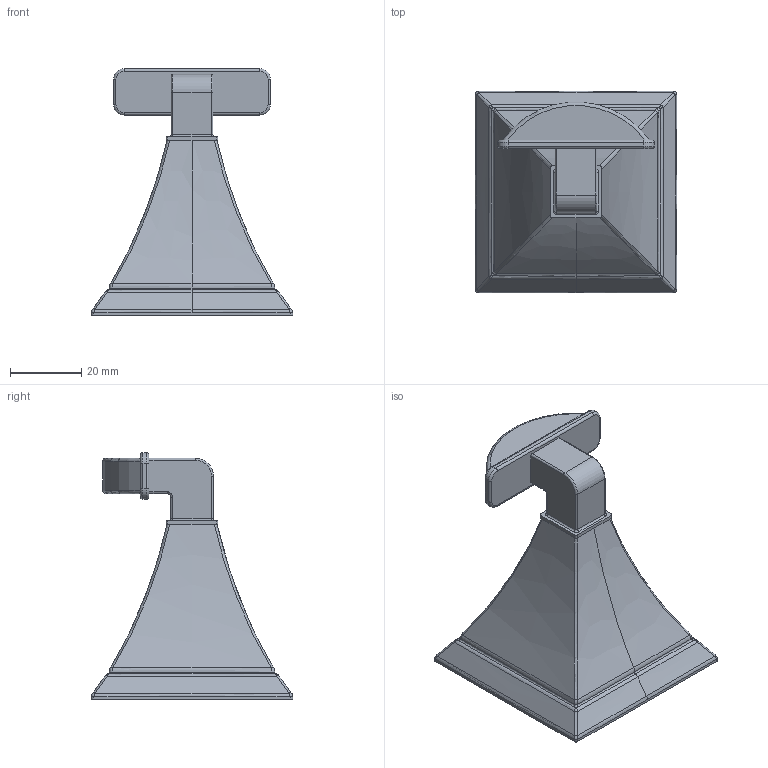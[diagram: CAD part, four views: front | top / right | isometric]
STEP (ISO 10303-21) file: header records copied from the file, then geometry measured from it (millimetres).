
FILE_DESCRIPTION((''),'2;1');
FILE_NAME('41-12','2022-06-27T13:58:26',('rsmith'),(''),'CREO PARAMETRIC BY PTC INC, 2019352','CREO PARAMETRIC BY PTC INC, 2019352','');
FILE_SCHEMA(('CONFIG_CONTROL_DESIGN'));
Length unit declared in the file: inch
Products named in the file (1): 41-12
Bounding box: 56.49 x 56.49 x 69.13 mm (x, y, z)
Volume: 64816.6 mm3; surface area: 13201 mm2
Topology: 1 solids, 1 shells, 133 faces, 313 edges, 187 vertices
Faces by surface type: bspline 55, cylinder 35, plane 25, torus 18
Entity records: 5970 total; most frequent: CARTESIAN_POINT 3215, ORIENTED_EDGE 626, DIRECTION 475, EDGE_CURVE 313, VERTEX_POINT 187, AXIS2_PLACEMENT_3D 185, EDGE_LOOP 138, FACE_OUTER_BOUND 133
